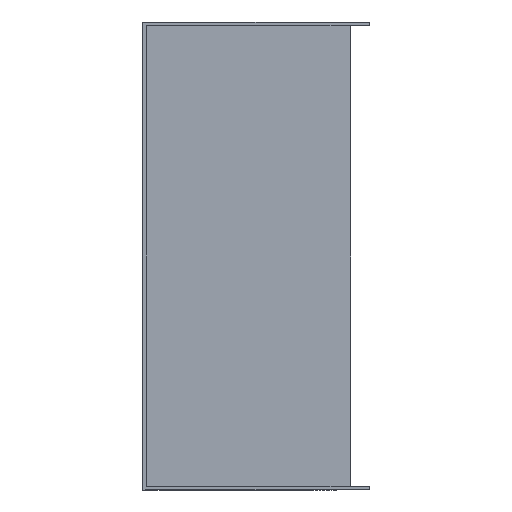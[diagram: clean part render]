
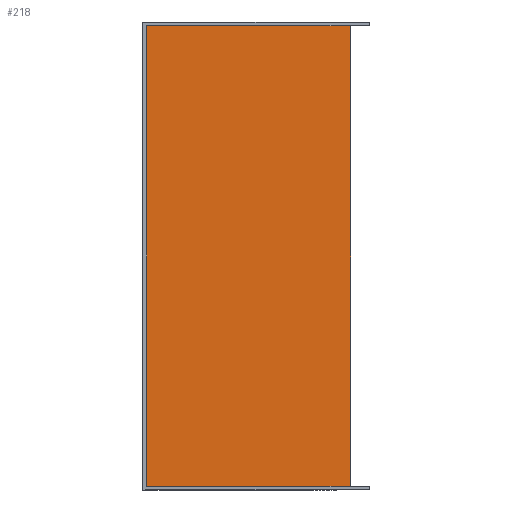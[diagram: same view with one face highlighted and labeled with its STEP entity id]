
A CAD part, left-side view. The second image highlights one B-rep face of the part: STEP entity #218.
In plain terms, the highlighted planar face has unit normal (-1, 0, 0).
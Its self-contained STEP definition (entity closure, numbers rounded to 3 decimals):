
#12 = CARTESIAN_POINT ( 'NONE',  ( 1493.5, 0., 99. ) ) ;
#36 = CARTESIAN_POINT ( 'NONE',  ( 1493.5, -44.3, -1. ) ) ;
#46 = VECTOR ( 'NONE', #329, 1000. ) ;
#50 = EDGE_CURVE ( 'NONE', #153, #231, #664, .T. ) ;
#149 = FACE_OUTER_BOUND ( 'NONE', #264, .T. ) ;
#153 = VERTEX_POINT ( 'NONE', #486 ) ;
#174 = CARTESIAN_POINT ( 'NONE',  ( 1493.5, -44.3, 100.931 ) ) ;
#185 = CARTESIAN_POINT ( 'NONE',  ( 1493.5, 0., 98. ) ) ;
#200 = LINE ( 'NONE', #12, #46 ) ;
#202 = PLANE ( 'NONE',  #751 ) ;
#218 = ADVANCED_FACE ( 'NONE', ( #149 ), #202, .F. ) ;
#231 = VERTEX_POINT ( 'NONE', #36 ) ;
#249 = DIRECTION ( 'NONE',  ( 0., 0., -1. ) ) ;
#264 = EDGE_LOOP ( 'NONE', ( #286, #619, #712, #354 ) ) ;
#286 = ORIENTED_EDGE ( 'NONE', *, *, #468, .F. ) ;
#312 = DIRECTION ( 'NONE',  ( 0., 1., 0. ) ) ;
#329 = DIRECTION ( 'NONE',  ( 0., -1., 0. ) ) ;
#354 = ORIENTED_EDGE ( 'NONE', *, *, #50, .F. ) ;
#396 = VECTOR ( 'NONE', #469, 1000. ) ;
#468 = EDGE_CURVE ( 'NONE', #598, #153, #200, .T. ) ;
#469 = DIRECTION ( 'NONE',  ( 0., 1., 0. ) ) ;
#486 = CARTESIAN_POINT ( 'NONE',  ( 1493.5, -44.3, 99. ) ) ;
#488 = CARTESIAN_POINT ( 'NONE',  ( 1493.5, 0., -1. ) ) ;
#581 = VECTOR ( 'NONE', #249, 1000. ) ;
#598 = VERTEX_POINT ( 'NONE', #789 ) ;
#619 = ORIENTED_EDGE ( 'NONE', *, *, #744, .T. ) ;
#622 = CARTESIAN_POINT ( 'NONE',  ( 1493.5, 0., -1. ) ) ;
#630 = CARTESIAN_POINT ( 'NONE',  ( 1493.5, 0., 98. ) ) ;
#638 = DIRECTION ( 'NONE',  ( 0., 0., -1. ) ) ;
#664 = LINE ( 'NONE', #174, #581 ) ;
#667 = DIRECTION ( 'NONE',  ( 1., 0., 0. ) ) ;
#701 = LINE ( 'NONE', #488, #396 ) ;
#712 = ORIENTED_EDGE ( 'NONE', *, *, #848, .F. ) ;
#744 = EDGE_CURVE ( 'NONE', #598, #748, #759, .T. ) ;
#748 = VERTEX_POINT ( 'NONE', #622 ) ;
#751 = AXIS2_PLACEMENT_3D ( 'NONE', #185, #667, #312 ) ;
#759 = LINE ( 'NONE', #630, #762 ) ;
#762 = VECTOR ( 'NONE', #638, 1000. ) ;
#789 = CARTESIAN_POINT ( 'NONE',  ( 1493.5, 0., 99. ) ) ;
#848 = EDGE_CURVE ( 'NONE', #231, #748, #701, .T. ) ;
